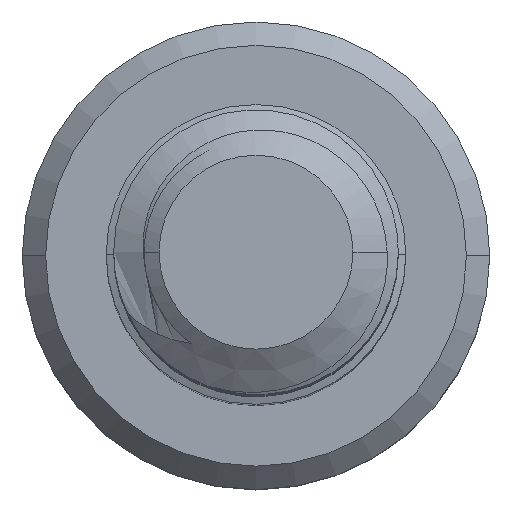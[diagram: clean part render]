
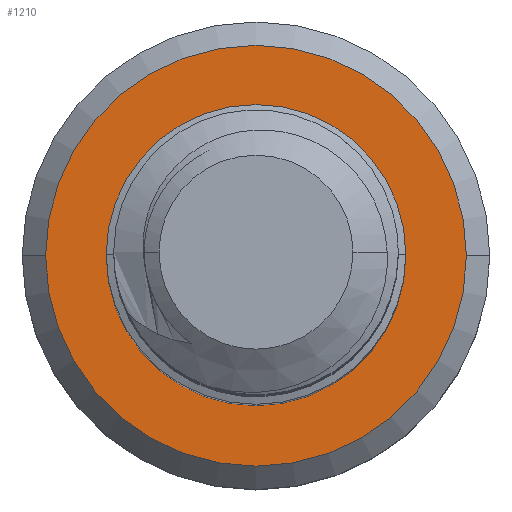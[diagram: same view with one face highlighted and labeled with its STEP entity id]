
A CAD part, top view. The second image highlights one B-rep face of the part: STEP entity #1210.
In plain terms, the highlighted planar face has unit normal (0, 0, 1).
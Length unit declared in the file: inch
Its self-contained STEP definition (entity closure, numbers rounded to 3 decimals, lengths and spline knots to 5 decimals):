
#140 = EDGE_CURVE ( 'NONE', #4207, #189, #2663, .T. ) ;
#189 = VERTEX_POINT ( 'NONE', #898 ) ;
#220 = DIRECTION ( 'NONE',  ( 0., 0., -1. ) ) ;
#286 = ORIENTED_EDGE ( 'NONE', *, *, #6171, .T. ) ;
#898 = CARTESIAN_POINT ( 'NONE',  ( -0.1404, 0., -1.375 ) ) ;
#1057 = CARTESIAN_POINT ( 'NONE',  ( 0., 0., -1.375 ) ) ;
#1137 = AXIS2_PLACEMENT_3D ( 'NONE', #5316, #1429, #5945 ) ;
#1210 = ADVANCED_FACE ( 'NONE', ( #3595, #7365 ), #4105, .F. ) ;
#1429 = DIRECTION ( 'NONE',  ( 0., 0., -1. ) ) ;
#1679 = DIRECTION ( 'NONE',  ( -1., 0., 0. ) ) ;
#2007 = ORIENTED_EDGE ( 'NONE', *, *, #6768, .T. ) ;
#2108 = CIRCLE ( 'NONE', #7741, 0.1404 ) ;
#2212 = CIRCLE ( 'NONE', #3281, 0.1 ) ;
#2412 = VERTEX_POINT ( 'NONE', #5480 ) ;
#2424 = ORIENTED_EDGE ( 'NONE', *, *, #140, .T. ) ;
#2481 = EDGE_LOOP ( 'NONE', ( #2007, #286 ) ) ;
#2621 = AXIS2_PLACEMENT_3D ( 'NONE', #7905, #220, #4744 ) ;
#2663 = CIRCLE ( 'NONE', #6446, 0.1404 ) ;
#3086 = DIRECTION ( 'NONE',  ( 0., 0., 1. ) ) ;
#3281 = AXIS2_PLACEMENT_3D ( 'NONE', #1057, #5558, #1679 ) ;
#3595 = FACE_OUTER_BOUND ( 'NONE', #7897, .T. ) ;
#4105 = PLANE ( 'NONE',  #2621 ) ;
#4207 = VERTEX_POINT ( 'NONE', #8318 ) ;
#4518 = DIRECTION ( 'NONE',  ( -1., 0., 0. ) ) ;
#4547 = DIRECTION ( 'NONE',  ( 0., 0., 1. ) ) ;
#4604 = CARTESIAN_POINT ( 'NONE',  ( 0., 0., -1.375 ) ) ;
#4744 = DIRECTION ( 'NONE',  ( -1., 0., 0. ) ) ;
#5316 = CARTESIAN_POINT ( 'NONE',  ( 0., 0., -1.375 ) ) ;
#5480 = CARTESIAN_POINT ( 'NONE',  ( 0.1, 0., -1.375 ) ) ;
#5558 = DIRECTION ( 'NONE',  ( 0., 0., -1. ) ) ;
#5774 = ORIENTED_EDGE ( 'NONE', *, *, #5932, .T. ) ;
#5932 = EDGE_CURVE ( 'NONE', #189, #4207, #2108, .T. ) ;
#5945 = DIRECTION ( 'NONE',  ( -1., 0., 0. ) ) ;
#6171 = EDGE_CURVE ( 'NONE', #6958, #2412, #6636, .T. ) ;
#6446 = AXIS2_PLACEMENT_3D ( 'NONE', #4604, #4547, #4518 ) ;
#6636 = CIRCLE ( 'NONE', #1137, 0.1 ) ;
#6768 = EDGE_CURVE ( 'NONE', #2412, #6958, #2212, .T. ) ;
#6911 = CARTESIAN_POINT ( 'NONE',  ( 0., 0., -1.375 ) ) ;
#6958 = VERTEX_POINT ( 'NONE', #7687 ) ;
#7365 = FACE_BOUND ( 'NONE', #2481, .T. ) ;
#7540 = DIRECTION ( 'NONE',  ( -1., 0., 0. ) ) ;
#7687 = CARTESIAN_POINT ( 'NONE',  ( -0.1, 0., -1.375 ) ) ;
#7741 = AXIS2_PLACEMENT_3D ( 'NONE', #6911, #3086, #7540 ) ;
#7897 = EDGE_LOOP ( 'NONE', ( #5774, #2424 ) ) ;
#7905 = CARTESIAN_POINT ( 'NONE',  ( 0., 0., -1.375 ) ) ;
#8318 = CARTESIAN_POINT ( 'NONE',  ( 0.1404, 0., -1.375 ) ) ;
